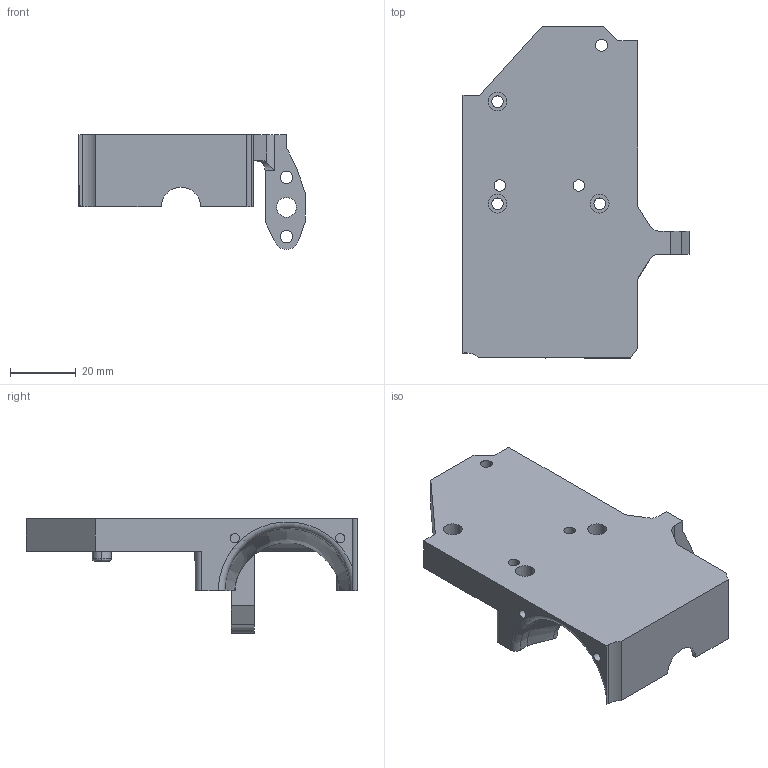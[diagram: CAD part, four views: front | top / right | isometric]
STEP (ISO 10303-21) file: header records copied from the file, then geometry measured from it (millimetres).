
FILE_DESCRIPTION (( 'STEP AP214' ), '1' );
FILE_NAME ('BMG_adapter_Argento_V7.STEP', '2020-11-28T14:32:02', ( '' ), ( '' ), 'SwSTEP 2.0', 'SolidWorks 2018', '' );
FILE_SCHEMA (( 'AUTOMOTIVE_DESIGN' ));
Length unit declared in the file: millimetre
Products named in the file (1): BMG_adapter_Argento_V7
Bounding box: 68.62 x 100.75 x 34.9 mm (x, y, z)
Volume: 50610 mm3; surface area: 17765.2 mm2
Topology: 1 solids, 1 shells, 143 faces, 380 edges, 250 vertices
Faces by surface type: plane 73, cylinder 57, torus 9, bspline 4
Entity records: 4929 total; most frequent: CARTESIAN_POINT 1229, DIRECTION 771, ORIENTED_EDGE 760, EDGE_CURVE 380, AXIS2_PLACEMENT_3D 270, VERTEX_POINT 250, VECTOR 231, LINE 231
